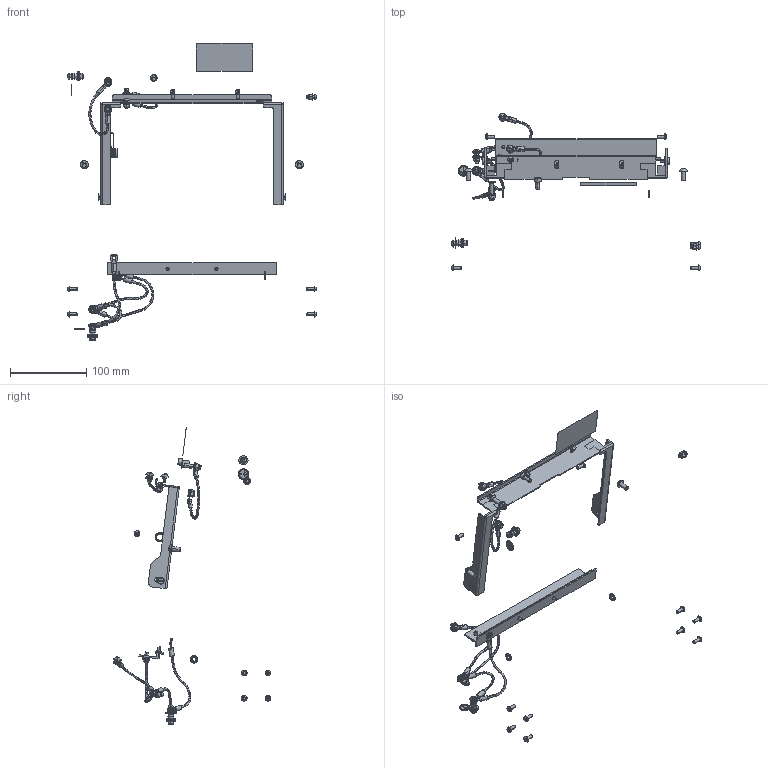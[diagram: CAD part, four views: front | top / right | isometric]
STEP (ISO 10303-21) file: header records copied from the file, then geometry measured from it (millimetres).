
FILE_DESCRIPTION (( 'STEP AP214' ), '1' );
FILE_NAME ('INGUN_113130.STEP', '2021-12-10T13:32:25', ( '' ), ( '' ), 'SwSTEP 2.0', 'SolidWorks 2018', '' );
FILE_SCHEMA (( 'AUTOMOTIVE_DESIGN' ));
Length unit declared in the file: millimetre
Products named in the file (44): 39859~2_Einbau_03 <S>; 34619~0_15 Grad <S>; ISO7380~n_M04,0x016; DIN923~n_M04x04; 110222~0_detailliert <S>; ISO7380~n_M06,0x012; DIN125~n_04,3 M04,0; 112142~3_SLV - MA 2109 <S>; ISO7380~n_M04,0x010; 113129~1_S; DIN7991~n_M05,0x025; 112128~0_39857_Einbau_03 <S>; 112249~1_Einbau_03 <S>; DIN125~n_05,3 M05,0 Fase; 112128~0_Einbau_01 <S>; ASR~-a-s-r_拱08,2x02x拌12; 3283~0; INGUN_113130; 39349~3_S; ISO7380~n_M04,0x020; 9286~0; 112128~0_Einbau_03 <S>; 37135~0; DIN913~n_M03,0x12; 112249~1_Einbau_01 <S>; 112314~0_S; DIN934~n_M04,0; 19141~0_15 Grad <S>; 39857~2_Einbau_02 <S>; 112128~0_Einbau_02 <S>; 112128~0_39857_Einbau_01 <S>; 112128~0_39857_Einbau_02 <S>; 112341~1_Einbau <S>; 19141~0_30 Grad <S>; DIN912~n_M05,0x010; 39859~2_Einbau_01 <S>; DIN125~n_06,4 M06,0 Fase; DIN985-A2~n_M05,0; 39859~2_Einbau_02 <S>; 112007~0_detailliert <S> ...
Assembly tree (105 placements, depth 4):
  INGUN_113130
    39349~3_S
    112314~0_S
    112142~3_SLV - MA 2109 <S>
      37675~0_S  x2
      37135~0
      39857~2_Einbau_02 <S>
        34619~0_15 Grad <S>  x2
        112128~0_39857_Einbau_02 <S>
      112249~1_Einbau_03 <S>
        19141~0_15 Grad <S>  x2
        112128~0_39857_Einbau_03 <S>
      112249~1_Einbau_01 <S>
        19141~0_15 Grad <S>
        19141~0_30 Grad <S>
        112128~0_39857_Einbau_01 <S>
      39859~2_Einbau_01 <S>
        19141~0_15 Grad <S>  x2
        112128~0_Einbau_01 <S>
      39859~2_Einbau_02 <S>
        19141~0_15 Grad <S>  x2
        112128~0_Einbau_02 <S>
      39859~2_Einbau_03 <S>
        19141~0_15 Grad <S>  x3
        112128~0_Einbau_03 <S>
      110222~0_detailliert <S>  x10
      112007~0_detailliert <S>  x4
      38789~0_S  x4
      DIN923~n_M04x04  x2
      ISO7380~n_M03,0x008  x2
      ISO7380~n_M04,0x010  x14
      ISO7380~n_M04,0x016
      ISO7380~n_M04,0x020
      DIN7991~n_M05,0x025
      DIN913~n_M03,0x12  x2
      DIN934~n_M04,0  x4
      DIN985-A2~n_M04,0  x5
      DIN985-A2~n_M05,0  x2
      3283~0  x4
      DIN125~n_04,3 M04,0  x5
      DIN125~n_05,3 M05,0 Fase
      DIN125~n_06,4 M06,0 Fase  x2
      9286~0
      DIN912~n_M05,0x010
      ISO7380~n_M06,0x012  x2
      112341~1_Einbau <S>
      ASR~-a-s-r_拱08,2x02x拌12  x2
    ISO7380~n_M03,0x008  x2
    113129~1_S
Bounding box: 324.4 x 206.12 x 389.29 mm (x, y, z)
Volume: 62060.7 mm3; surface area: 91923 mm2
Topology: 126 solids, 126 shells, 3790 faces, 9921 edges, 6438 vertices
Faces by surface type: plane 1149, cylinder 933, bspline 868, cone 708, torus 132
Entity records: 42206 total; most frequent: CARTESIAN_POINT 13095, DIRECTION 5712, ORIENTED_EDGE 5610, EDGE_CURVE 2805, AXIS2_PLACEMENT_3D 2250, VERTEX_POINT 1779, EDGE_LOOP 1214, VECTOR 1212
